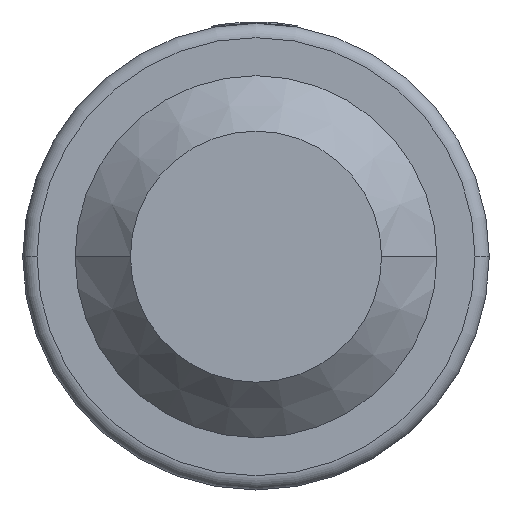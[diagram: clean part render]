
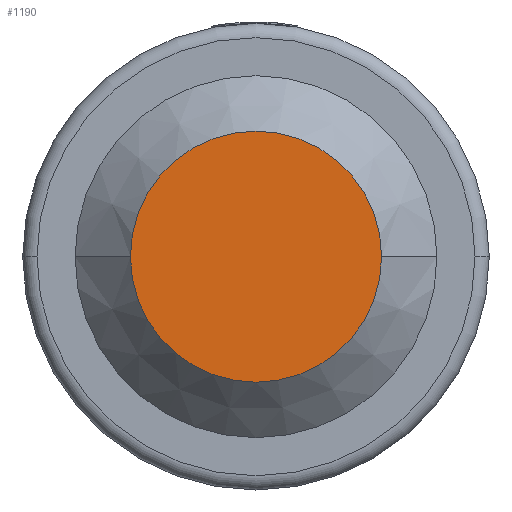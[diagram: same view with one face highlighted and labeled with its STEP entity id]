
A CAD part, front view. The second image highlights one B-rep face of the part: STEP entity #1190.
In plain terms, the highlighted planar face has unit normal (0, -1, 0).
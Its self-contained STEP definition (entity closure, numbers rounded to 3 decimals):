
#37=CARTESIAN_POINT('',(0.,-2.134,0.));
#38=DIRECTION('',(0.,-1.,0.));
#39=DIRECTION('',(-1.,0.,0.));
#40=AXIS2_PLACEMENT_3D('',#37,#38,#39);
#42=CARTESIAN_POINT('',(0.,-2.134,0.));
#43=DIRECTION('',(0.,1.,0.));
#44=DIRECTION('',(-1.,0.,0.));
#45=AXIS2_PLACEMENT_3D('',#42,#43,#44);
#963=CARTESIAN_POINT('',(-0.912,-2.134,0.));
#964=VERTEX_POINT('',#963);
#991=CARTESIAN_POINT('',(0.912,-2.134,0.));
#992=VERTEX_POINT('',#991);
#1181=CARTESIAN_POINT('',(0.,-2.134,0.));
#1182=DIRECTION('',(0.,1.,0.));
#1183=DIRECTION('',(1.,0.,0.));
#1184=AXIS2_PLACEMENT_3D('',#1181,#1182,#1183);
#1185=PLANE('',#1184);
#1186=ORIENTED_EDGE('',*,*,#1160,.F.);
#1187=ORIENTED_EDGE('',*,*,#1176,.T.);
#1188=EDGE_LOOP('',(#1186,#1187));
#1189=FACE_OUTER_BOUND('',#1188,.F.);
#1190=ADVANCED_FACE('',(#1189),#1185,.F.);
#41=CIRCLE('',#40,0.912);
#46=CIRCLE('',#45,0.912);
#1160=EDGE_CURVE('',#964,#992,#41,.T.);
#1176=EDGE_CURVE('',#964,#992,#46,.T.);
